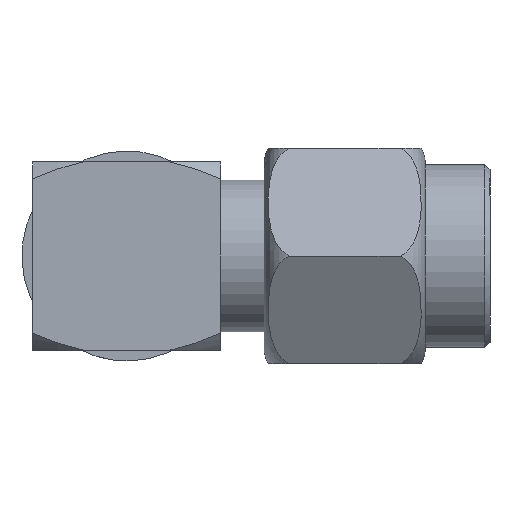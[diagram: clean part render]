
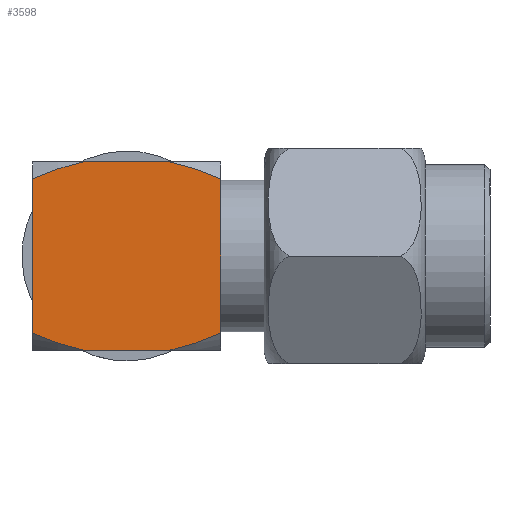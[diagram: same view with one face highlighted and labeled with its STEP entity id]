
A CAD part, front view. The second image highlights one B-rep face of the part: STEP entity #3598.
In plain terms, the highlighted planar face has unit normal (0, -1, 0).
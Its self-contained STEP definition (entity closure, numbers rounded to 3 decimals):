
#18 = CARTESIAN_POINT ( 'NONE',  ( -5.1, -3.5, -3.5 ) ) ;
#78 = VECTOR ( 'NONE', #4399, 1000. ) ;
#89 = CARTESIAN_POINT ( 'NONE',  ( -1.573, -3.5, -3.428 ) ) ;
#137 = LINE ( 'NONE', #4595, #2401 ) ;
#225 = CARTESIAN_POINT ( 'NONE',  ( -1.573, -3.5, 3.428 ) ) ;
#229 = EDGE_LOOP ( 'NONE', ( #1137, #1016, #4291, #3514, #4331, #2916, #2689, #4420 ) ) ;
#332 = CARTESIAN_POINT ( 'NONE',  ( -7., -3.5, 3.5 ) ) ;
#510 = CARTESIAN_POINT ( 'NONE',  ( -7., -3.5, -3.5 ) ) ;
#520 = CARTESIAN_POINT ( 'NONE',  ( -0.617, -3.5, -3.13 ) ) ;
#599 = CARTESIAN_POINT ( 'NONE',  ( -1.247, -3.5, 3.339 ) ) ;
#641 = CARTESIAN_POINT ( 'NONE',  ( -7., -3.5, 3.5 ) ) ;
#777 = B_SPLINE_CURVE_WITH_KNOTS ( 'NONE', 3,
 ( #3276, #89, #3701, #520, #2992, #2660 ),
 .UNSPECIFIED., .F., .F.,
 ( 4, 2, 4 ),
 ( 0.028, 0.029, 0.03 ),
 .UNSPECIFIED. ) ;
#799 = VERTEX_POINT ( 'NONE', #3825 ) ;
#841 = CARTESIAN_POINT ( 'NONE',  ( -5.427, -3.5, 3.428 ) ) ;
#1006 = CARTESIAN_POINT ( 'NONE',  ( -6.387, -3.5, -3.129 ) ) ;
#1016 = ORIENTED_EDGE ( 'NONE', *, *, #3180, .T. ) ;
#1039 = VECTOR ( 'NONE', #3868, 1000. ) ;
#1057 = VERTEX_POINT ( 'NONE', #18 ) ;
#1135 = CARTESIAN_POINT ( 'NONE',  ( -7., -3.5, -2.868 ) ) ;
#1137 = ORIENTED_EDGE ( 'NONE', *, *, #4095, .F. ) ;
#1317 = EDGE_CURVE ( 'NONE', #3462, #2777, #1628, .T. ) ;
#1360 = CARTESIAN_POINT ( 'NONE',  ( -5.753, -3.5, -3.339 ) ) ;
#1393 = EDGE_CURVE ( 'NONE', #1057, #799, #3614, .T. ) ;
#1435 = AXIS2_PLACEMENT_3D ( 'NONE', #332, #4517, #2410 ) ;
#1569 = EDGE_CURVE ( 'NONE', #3925, #1057, #1979, .T. ) ;
#1625 = CARTESIAN_POINT ( 'NONE',  ( 0., -3.5, 2.868 ) ) ;
#1628 = B_SPLINE_CURVE_WITH_KNOTS ( 'NONE', 3,
 ( #1892, #841, #2966, #2933, #4343, #4380 ),
 .UNSPECIFIED., .F., .F.,
 ( 4, 2, 4 ),
 ( 0.028, 0.029, 0.03 ),
 .UNSPECIFIED. ) ;
#1673 = VECTOR ( 'NONE', #3332, 1000. ) ;
#1892 = CARTESIAN_POINT ( 'NONE',  ( -5.1, -3.5, 3.5 ) ) ;
#1979 = B_SPLINE_CURVE_WITH_KNOTS ( 'NONE', 3,
 ( #3873, #4580, #1006, #1360, #3859, #4205 ),
 .UNSPECIFIED., .F., .F.,
 ( 4, 2, 4 ),
 ( 0.004, 0.005, 0.006 ),
 .UNSPECIFIED. ) ;
#2160 = FACE_OUTER_BOUND ( 'NONE', #229, .T. ) ;
#2335 = CARTESIAN_POINT ( 'NONE',  ( -0.302, -3.5, 3.007 ) ) ;
#2343 = CARTESIAN_POINT ( 'NONE',  ( -5.1, -3.5, 3.5 ) ) ;
#2368 = CARTESIAN_POINT ( 'NONE',  ( -0.613, -3.5, 3.129 ) ) ;
#2401 = VECTOR ( 'NONE', #3872, 1000. ) ;
#2410 = DIRECTION ( 'NONE',  ( 0., 0., -1. ) ) ;
#2660 = CARTESIAN_POINT ( 'NONE',  ( 0., -3.5, -2.868 ) ) ;
#2689 = ORIENTED_EDGE ( 'NONE', *, *, #1393, .T. ) ;
#2706 = CARTESIAN_POINT ( 'NONE',  ( -1.9, -3.5, 3.5 ) ) ;
#2758 = PLANE ( 'NONE',  #1435 ) ;
#2777 = VERTEX_POINT ( 'NONE', #4275 ) ;
#2916 = ORIENTED_EDGE ( 'NONE', *, *, #1569, .T. ) ;
#2933 = CARTESIAN_POINT ( 'NONE',  ( -6.383, -3.5, 3.13 ) ) ;
#2966 = CARTESIAN_POINT ( 'NONE',  ( -5.749, -3.5, 3.34 ) ) ;
#2992 = CARTESIAN_POINT ( 'NONE',  ( -0.305, -3.5, -3.009 ) ) ;
#2993 = B_SPLINE_CURVE_WITH_KNOTS ( 'NONE', 3,
 ( #1625, #2335, #2368, #599, #225, #2706 ),
 .UNSPECIFIED., .F., .F.,
 ( 4, 2, 4 ),
 ( 0.004, 0.005, 0.006 ),
 .UNSPECIFIED. ) ;
#3091 = CARTESIAN_POINT ( 'NONE',  ( 0., -3.5, 2.868 ) ) ;
#3180 = EDGE_CURVE ( 'NONE', #3192, #4456, #2993, .T. ) ;
#3192 = VERTEX_POINT ( 'NONE', #3091 ) ;
#3276 = CARTESIAN_POINT ( 'NONE',  ( -1.9, -3.5, -3.5 ) ) ;
#3314 = CARTESIAN_POINT ( 'NONE',  ( 0., -3.5, -2.868 ) ) ;
#3332 = DIRECTION ( 'NONE',  ( 0., 0., -1. ) ) ;
#3344 = VERTEX_POINT ( 'NONE', #3314 ) ;
#3462 = VERTEX_POINT ( 'NONE', #2343 ) ;
#3514 = ORIENTED_EDGE ( 'NONE', *, *, #1317, .T. ) ;
#3552 = EDGE_CURVE ( 'NONE', #2777, #3925, #3665, .T. ) ;
#3598 = ADVANCED_FACE ( 'NONE', ( #2160 ), #2758, .T. ) ;
#3614 = LINE ( 'NONE', #510, #78 ) ;
#3665 = LINE ( 'NONE', #641, #1039 ) ;
#3701 = CARTESIAN_POINT ( 'NONE',  ( -1.251, -3.5, -3.34 ) ) ;
#3825 = CARTESIAN_POINT ( 'NONE',  ( -1.9, -3.5, -3.5 ) ) ;
#3859 = CARTESIAN_POINT ( 'NONE',  ( -5.427, -3.5, -3.428 ) ) ;
#3868 = DIRECTION ( 'NONE',  ( 0., 0., -1. ) ) ;
#3872 = DIRECTION ( 'NONE',  ( 1., 0., 0. ) ) ;
#3873 = CARTESIAN_POINT ( 'NONE',  ( -7., -3.5, -2.868 ) ) ;
#3925 = VERTEX_POINT ( 'NONE', #1135 ) ;
#3940 = EDGE_CURVE ( 'NONE', #799, #3344, #777, .T. ) ;
#4095 = EDGE_CURVE ( 'NONE', #3192, #3344, #4462, .T. ) ;
#4205 = CARTESIAN_POINT ( 'NONE',  ( -5.1, -3.5, -3.5 ) ) ;
#4275 = CARTESIAN_POINT ( 'NONE',  ( -7., -3.5, 2.868 ) ) ;
#4291 = ORIENTED_EDGE ( 'NONE', *, *, #4488, .F. ) ;
#4331 = ORIENTED_EDGE ( 'NONE', *, *, #3552, .T. ) ;
#4343 = CARTESIAN_POINT ( 'NONE',  ( -6.695, -3.5, 3.009 ) ) ;
#4377 = CARTESIAN_POINT ( 'NONE',  ( 0., -3.5, 3.5 ) ) ;
#4380 = CARTESIAN_POINT ( 'NONE',  ( -7., -3.5, 2.868 ) ) ;
#4399 = DIRECTION ( 'NONE',  ( 1., 0., 0. ) ) ;
#4420 = ORIENTED_EDGE ( 'NONE', *, *, #3940, .T. ) ;
#4456 = VERTEX_POINT ( 'NONE', #4579 ) ;
#4462 = LINE ( 'NONE', #4377, #1673 ) ;
#4488 = EDGE_CURVE ( 'NONE', #3462, #4456, #137, .T. ) ;
#4517 = DIRECTION ( 'NONE',  ( 0., -1., 0. ) ) ;
#4579 = CARTESIAN_POINT ( 'NONE',  ( -1.9, -3.5, 3.5 ) ) ;
#4580 = CARTESIAN_POINT ( 'NONE',  ( -6.698, -3.5, -3.007 ) ) ;
#4595 = CARTESIAN_POINT ( 'NONE',  ( -7., -3.5, 3.5 ) ) ;
